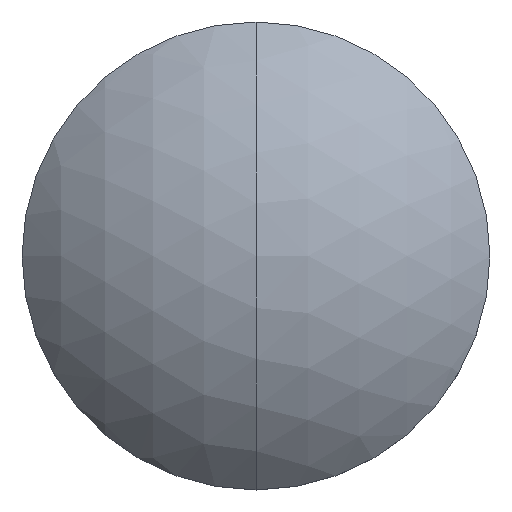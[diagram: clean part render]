
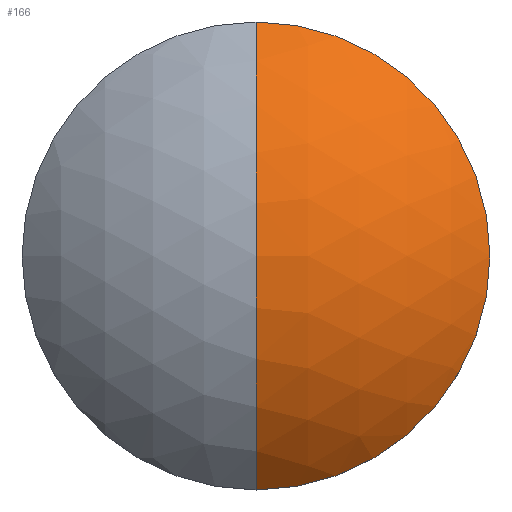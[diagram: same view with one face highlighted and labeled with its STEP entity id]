
A CAD part, top view. The second image highlights one B-rep face of the part: STEP entity #166.
In plain terms, the highlighted spherical face has radius 8.67 mm.
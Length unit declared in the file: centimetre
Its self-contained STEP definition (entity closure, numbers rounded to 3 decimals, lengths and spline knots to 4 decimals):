
#11 = DIRECTION ( 'NONE',  ( 0., 1., 0. ) ) ;
#15 = AXIS2_PLACEMENT_3D ( 'NONE', #168, #251, #113 ) ;
#21 = ORIENTED_EDGE ( 'NONE', *, *, #108, .F. ) ;
#25 = DIRECTION ( 'NONE',  ( -1., 0., 0. ) ) ;
#26 = EDGE_CURVE ( 'NONE', #247, #162, #187, .T. ) ;
#48 = CARTESIAN_POINT ( 'NONE',  ( 0., 0., -0.654 ) ) ;
#50 = CARTESIAN_POINT ( 'NONE',  ( 0., 0., 0.213 ) ) ;
#76 = VERTEX_POINT ( 'NONE', #114 ) ;
#80 = SPHERICAL_SURFACE ( 'NONE', #145, 0.867 ) ;
#86 = AXIS2_PLACEMENT_3D ( 'NONE', #250, #25, #227 ) ;
#93 = ORIENTED_EDGE ( 'NONE', *, *, #161, .F. ) ;
#96 = CIRCLE ( 'NONE', #197, 0.635 ) ;
#102 = CARTESIAN_POINT ( 'NONE',  ( 0., -0.635, -0.0637 ) ) ;
#108 = EDGE_CURVE ( 'NONE', #247, #76, #182, .T. ) ;
#113 = DIRECTION ( 'NONE',  ( 0., 1., 0. ) ) ;
#114 = CARTESIAN_POINT ( 'NONE',  ( 0., 0.635, -0.0637 ) ) ;
#121 = DIRECTION ( 'NONE',  ( 0., 0., -1. ) ) ;
#141 = CARTESIAN_POINT ( 'NONE',  ( 0., 0., -0.0637 ) ) ;
#145 = AXIS2_PLACEMENT_3D ( 'NONE', #48, #190, #11 ) ;
#160 = DIRECTION ( 'NONE',  ( 0., 1., 0. ) ) ;
#161 = EDGE_CURVE ( 'NONE', #76, #162, #96, .T. ) ;
#162 = VERTEX_POINT ( 'NONE', #102 ) ;
#166 = ADVANCED_FACE ( 'NONE', ( #194 ), #80, .T. ) ;
#168 = CARTESIAN_POINT ( 'NONE',  ( 0., 0., -0.654 ) ) ;
#182 = CIRCLE ( 'NONE', #86, 0.867 ) ;
#187 = CIRCLE ( 'NONE', #15, 0.867 ) ;
#190 = DIRECTION ( 'NONE',  ( 1., 0., 0. ) ) ;
#194 = FACE_OUTER_BOUND ( 'NONE', #201, .T. ) ;
#197 = AXIS2_PLACEMENT_3D ( 'NONE', #141, #121, #160 ) ;
#201 = EDGE_LOOP ( 'NONE', ( #21, #232, #93 ) ) ;
#227 = DIRECTION ( 'NONE',  ( 0., 0., 1. ) ) ;
#232 = ORIENTED_EDGE ( 'NONE', *, *, #26, .T. ) ;
#247 = VERTEX_POINT ( 'NONE', #50 ) ;
#250 = CARTESIAN_POINT ( 'NONE',  ( 0., 0., -0.654 ) ) ;
#251 = DIRECTION ( 'NONE',  ( 1., 0., 0. ) ) ;
